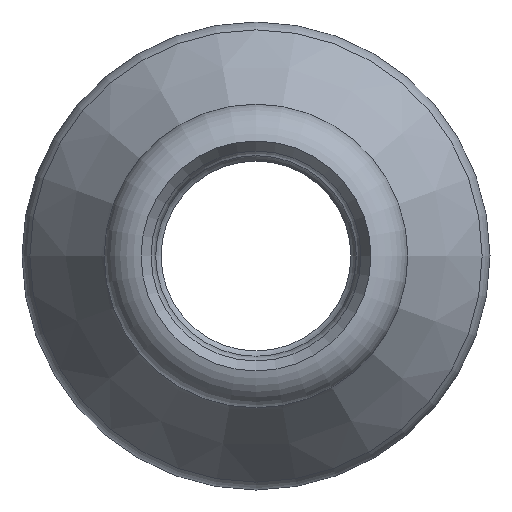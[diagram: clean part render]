
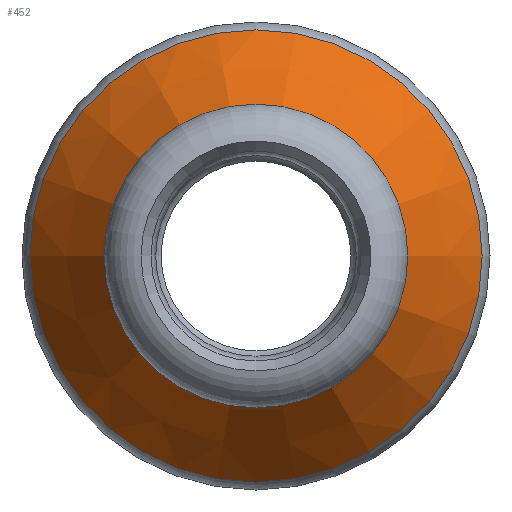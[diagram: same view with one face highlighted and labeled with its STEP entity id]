
A CAD part, front view. The second image highlights one B-rep face of the part: STEP entity #452.
In plain terms, the highlighted conical face has half-angle 33.724 degrees and reference radius 12.924 mm.
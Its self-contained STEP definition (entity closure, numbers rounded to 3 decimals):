
#18=CONICAL_SURFACE('',#533,12.924,0.589);
#25=LINE('',#845,#36);
#36=VECTOR('',#683,12.924);
#61=FACE_OUTER_BOUND('',#82,.T.);
#82=EDGE_LOOP('',(#364,#365,#366,#367,#368,#369,#370,#371));
#126=CIRCLE('',#526,16.911);
#127=CIRCLE('',#527,16.911);
#132=CIRCLE('',#532,16.911);
#133=CIRCLE('',#534,8.937);
#134=CIRCLE('',#535,8.937);
#135=CIRCLE('',#536,8.937);
#184=VERTEX_POINT('',#825);
#185=VERTEX_POINT('',#826);
#186=VERTEX_POINT('',#828);
#190=VERTEX_POINT('',#839);
#191=VERTEX_POINT('',#840);
#192=VERTEX_POINT('',#842);
#248=EDGE_CURVE('',#184,#185,#126,.T.);
#249=EDGE_CURVE('',#186,#184,#127,.T.);
#254=EDGE_CURVE('',#185,#186,#132,.T.);
#255=EDGE_CURVE('',#190,#191,#133,.T.);
#256=EDGE_CURVE('',#192,#190,#134,.T.);
#257=EDGE_CURVE('',#191,#192,#135,.T.);
#258=EDGE_CURVE('',#191,#185,#25,.T.);
#364=ORIENTED_EDGE('',*,*,#255,.F.);
#365=ORIENTED_EDGE('',*,*,#256,.F.);
#366=ORIENTED_EDGE('',*,*,#257,.F.);
#367=ORIENTED_EDGE('',*,*,#258,.T.);
#368=ORIENTED_EDGE('',*,*,#254,.T.);
#369=ORIENTED_EDGE('',*,*,#249,.T.);
#370=ORIENTED_EDGE('',*,*,#248,.T.);
#371=ORIENTED_EDGE('',*,*,#258,.F.);
#452=ADVANCED_FACE('',(#61),#18,.T.);
#526=AXIS2_PLACEMENT_3D('',#827,#661,#662);
#527=AXIS2_PLACEMENT_3D('',#829,#663,#664);
#532=AXIS2_PLACEMENT_3D('',#837,#673,#674);
#533=AXIS2_PLACEMENT_3D('',#838,#675,#676);
#534=AXIS2_PLACEMENT_3D('',#841,#677,#678);
#535=AXIS2_PLACEMENT_3D('',#843,#679,#680);
#536=AXIS2_PLACEMENT_3D('',#844,#681,#682);
#661=DIRECTION('center_axis',(0.,-1.,0.));
#662=DIRECTION('ref_axis',(0.,0.,-1.));
#663=DIRECTION('center_axis',(0.,-1.,0.));
#664=DIRECTION('ref_axis',(0.,0.,-1.));
#673=DIRECTION('center_axis',(0.,-1.,0.));
#674=DIRECTION('ref_axis',(0.,0.,-1.));
#675=DIRECTION('center_axis',(0.,1.,0.));
#676=DIRECTION('ref_axis',(-1.,0.,0.));
#677=DIRECTION('center_axis',(0.,-1.,0.));
#678=DIRECTION('ref_axis',(0.,0.,-1.));
#679=DIRECTION('center_axis',(0.,-1.,0.));
#680=DIRECTION('ref_axis',(0.,0.,-1.));
#681=DIRECTION('center_axis',(0.,-1.,0.));
#682=DIRECTION('ref_axis',(0.,0.,-1.));
#683=DIRECTION('',(0.555,0.832,0.));
#825=CARTESIAN_POINT('',(-16.911,-23.443,0.));
#826=CARTESIAN_POINT('',(16.911,-23.443,0.));
#827=CARTESIAN_POINT('Origin',(0.,-23.443,0.));
#828=CARTESIAN_POINT('',(0.,-23.443,16.911));
#829=CARTESIAN_POINT('Origin',(0.,-23.443,0.));
#837=CARTESIAN_POINT('Origin',(0.,-23.443,0.));
#838=CARTESIAN_POINT('Origin',(0.,-29.416,0.));
#839=CARTESIAN_POINT('',(-8.937,-35.39,0.));
#840=CARTESIAN_POINT('',(8.937,-35.39,0.));
#841=CARTESIAN_POINT('Origin',(0.,-35.39,0.));
#842=CARTESIAN_POINT('',(0.,-35.39,8.937));
#843=CARTESIAN_POINT('Origin',(0.,-35.39,0.));
#844=CARTESIAN_POINT('Origin',(0.,-35.39,0.));
#845=CARTESIAN_POINT('',(12.924,-29.416,0.));
